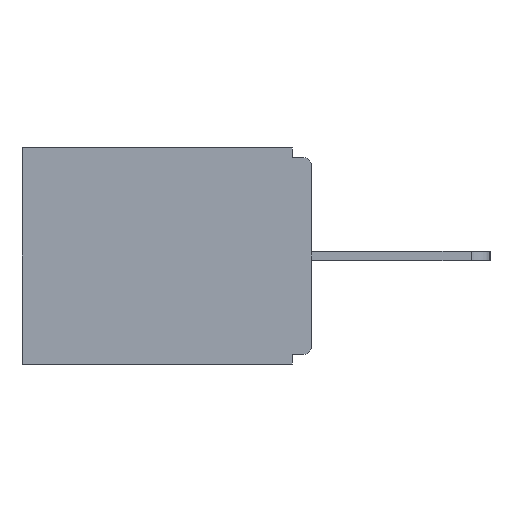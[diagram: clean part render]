
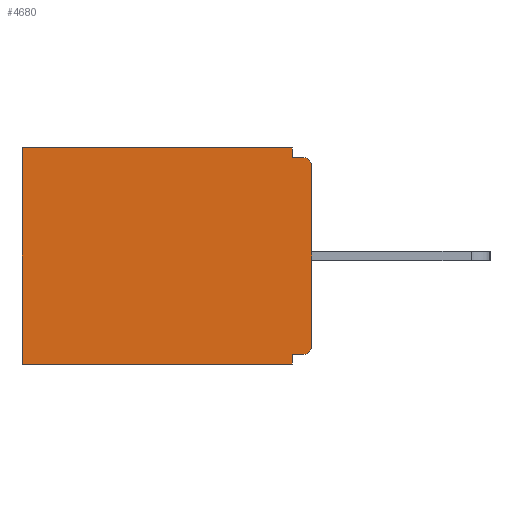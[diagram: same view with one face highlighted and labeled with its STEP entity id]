
A CAD part, left-side view. The second image highlights one B-rep face of the part: STEP entity #4680.
In plain terms, the highlighted planar face has unit normal (-1, 0, 0).
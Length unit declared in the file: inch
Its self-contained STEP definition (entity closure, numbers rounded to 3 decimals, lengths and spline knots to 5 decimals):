
#21 = CARTESIAN_POINT ( 'NONE',  ( 0.298, 0., 0. ) ) ;
#222 = EDGE_CURVE ( 'NONE', #21304, #5961, #5978, .T. ) ;
#264 = LINE ( 'NONE', #13579, #9637 ) ;
#504 = VECTOR ( 'NONE', #2629, 39.37008 ) ;
#1218 = VERTEX_POINT ( 'NONE', #12490 ) ;
#1451 = DIRECTION ( 'NONE',  ( 0., 1., 0. ) ) ;
#1817 = EDGE_CURVE ( 'NONE', #3865, #21770, #7841, .T. ) ;
#2629 = DIRECTION ( 'NONE',  ( 0., 0., -1. ) ) ;
#2660 = CARTESIAN_POINT ( 'NONE',  ( 0.298, 0., -0.015 ) ) ;
#2734 = ORIENTED_EDGE ( 'NONE', *, *, #19897, .F. ) ;
#2919 = VECTOR ( 'NONE', #14221, 39.37008 ) ;
#3157 = VECTOR ( 'NONE', #5349, 39.37008 ) ;
#3643 = DIRECTION ( 'NONE',  ( 0., 0., -1. ) ) ;
#3691 = ORIENTED_EDGE ( 'NONE', *, *, #14080, .T. ) ;
#3865 = VERTEX_POINT ( 'NONE', #5971 ) ;
#3993 = CARTESIAN_POINT ( 'NONE',  ( 0.298, 0.031, -0.343 ) ) ;
#4116 = ORIENTED_EDGE ( 'NONE', *, *, #9722, .T. ) ;
#4254 = CARTESIAN_POINT ( 'NONE',  ( 0.298, 0., -0.343 ) ) ;
#4261 = ORIENTED_EDGE ( 'NONE', *, *, #22801, .T. ) ;
#4615 = DIRECTION ( 'NONE',  ( 1., 0., 0. ) ) ;
#4680 = ADVANCED_FACE ( 'NONE', ( #23413 ), #17540, .F. ) ;
#5250 = DIRECTION ( 'NONE',  ( -1., 0., 0. ) ) ;
#5349 = DIRECTION ( 'NONE',  ( 0., 0., -1. ) ) ;
#5394 = ORIENTED_EDGE ( 'NONE', *, *, #222, .F. ) ;
#5493 = VECTOR ( 'NONE', #1451, 39.37008 ) ;
#5558 = EDGE_CURVE ( 'NONE', #14641, #21304, #22100, .T. ) ;
#5592 = LINE ( 'NONE', #21, #504 ) ;
#5961 = VERTEX_POINT ( 'NONE', #14464 ) ;
#5971 = CARTESIAN_POINT ( 'NONE',  ( 0.298, 0.031, 0. ) ) ;
#5978 = LINE ( 'NONE', #21159, #20379 ) ;
#6217 = DIRECTION ( 'NONE',  ( 0., 1., 0. ) ) ;
#7155 = EDGE_CURVE ( 'NONE', #17539, #20069, #5592, .T. ) ;
#7841 = LINE ( 'NONE', #3993, #3157 ) ;
#8251 = ORIENTED_EDGE ( 'NONE', *, *, #19674, .T. ) ;
#8259 = VERTEX_POINT ( 'NONE', #8694 ) ;
#8376 = CARTESIAN_POINT ( 'NONE',  ( 0.298, 0., 0. ) ) ;
#8694 = CARTESIAN_POINT ( 'NONE',  ( 0.298, 0.46, -0.343 ) ) ;
#8839 = ORIENTED_EDGE ( 'NONE', *, *, #5558, .F. ) ;
#8968 = DIRECTION ( 'NONE',  ( -1., 0., 0. ) ) ;
#9065 = CARTESIAN_POINT ( 'NONE',  ( 0.298, 0.031, -0.015 ) ) ;
#9637 = VECTOR ( 'NONE', #20664, 39.37008 ) ;
#9722 = EDGE_CURVE ( 'NONE', #3865, #1218, #14271, .T. ) ;
#11499 = CIRCLE ( 'NONE', #21781, 0.015 ) ;
#12490 = CARTESIAN_POINT ( 'NONE',  ( 0.298, 0.46, 0. ) ) ;
#13329 = CARTESIAN_POINT ( 'NONE',  ( 0.298, 0.015, -0.328 ) ) ;
#13447 = CIRCLE ( 'NONE', #19787, 0.015 ) ;
#13579 = CARTESIAN_POINT ( 'NONE',  ( 0.298, 0.46, 0. ) ) ;
#13590 = LINE ( 'NONE', #4254, #23796 ) ;
#14021 = VECTOR ( 'NONE', #16491, 39.37008 ) ;
#14080 = EDGE_CURVE ( 'NONE', #17539, #21311, #13447, .T. ) ;
#14221 = DIRECTION ( 'NONE',  ( 0., -1., 0. ) ) ;
#14271 = LINE ( 'NONE', #18224, #5493 ) ;
#14301 = ORIENTED_EDGE ( 'NONE', *, *, #1817, .F. ) ;
#14341 = LINE ( 'NONE', #2660, #2919 ) ;
#14464 = CARTESIAN_POINT ( 'NONE',  ( 0.298, 0.031, -0.343 ) ) ;
#14641 = VERTEX_POINT ( 'NONE', #13329 ) ;
#15032 = CARTESIAN_POINT ( 'NONE',  ( 0.298, 0.015, -0.03 ) ) ;
#16491 = DIRECTION ( 'NONE',  ( 0., 1., 0. ) ) ;
#16564 = CARTESIAN_POINT ( 'NONE',  ( 0.298, 0.015, -0.313 ) ) ;
#16658 = CARTESIAN_POINT ( 'NONE',  ( 0.298, 0., -0.313 ) ) ;
#17539 = VERTEX_POINT ( 'NONE', #19101 ) ;
#17540 = PLANE ( 'NONE',  #23134 ) ;
#18224 = CARTESIAN_POINT ( 'NONE',  ( 0.298, 0., 0. ) ) ;
#18278 = CARTESIAN_POINT ( 'NONE',  ( 0.298, 0.015, -0.015 ) ) ;
#19101 = CARTESIAN_POINT ( 'NONE',  ( 0.298, 0., -0.03 ) ) ;
#19674 = EDGE_CURVE ( 'NONE', #14641, #20069, #11499, .T. ) ;
#19787 = AXIS2_PLACEMENT_3D ( 'NONE', #15032, #8968, #24279 ) ;
#19893 = DIRECTION ( 'NONE',  ( 0., 0., -1. ) ) ;
#19897 = EDGE_CURVE ( 'NONE', #5961, #8259, #13590, .T. ) ;
#20069 = VERTEX_POINT ( 'NONE', #16658 ) ;
#20379 = VECTOR ( 'NONE', #19893, 39.37008 ) ;
#20664 = DIRECTION ( 'NONE',  ( 0., 0., -1. ) ) ;
#21159 = CARTESIAN_POINT ( 'NONE',  ( 0.298, 0.031, -0.343 ) ) ;
#21304 = VERTEX_POINT ( 'NONE', #22152 ) ;
#21311 = VERTEX_POINT ( 'NONE', #18278 ) ;
#21665 = DIRECTION ( 'NONE',  ( 0., 0., -1. ) ) ;
#21770 = VERTEX_POINT ( 'NONE', #9065 ) ;
#21781 = AXIS2_PLACEMENT_3D ( 'NONE', #16564, #5250, #3643 ) ;
#22071 = ORIENTED_EDGE ( 'NONE', *, *, #7155, .F. ) ;
#22100 = LINE ( 'NONE', #24367, #14021 ) ;
#22152 = CARTESIAN_POINT ( 'NONE',  ( 0.298, 0.031, -0.328 ) ) ;
#22403 = ORIENTED_EDGE ( 'NONE', *, *, #23679, .F. ) ;
#22801 = EDGE_CURVE ( 'NONE', #1218, #8259, #264, .T. ) ;
#23050 = EDGE_LOOP ( 'NONE', ( #3691, #22403, #14301, #4116, #4261, #2734, #5394, #8839, #8251, #22071 ) ) ;
#23134 = AXIS2_PLACEMENT_3D ( 'NONE', #8376, #4615, #21665 ) ;
#23413 = FACE_OUTER_BOUND ( 'NONE', #23050, .T. ) ;
#23679 = EDGE_CURVE ( 'NONE', #21770, #21311, #14341, .T. ) ;
#23796 = VECTOR ( 'NONE', #6217, 39.37008 ) ;
#24279 = DIRECTION ( 'NONE',  ( 0., 0., -1. ) ) ;
#24367 = CARTESIAN_POINT ( 'NONE',  ( 0.298, 0., -0.328 ) ) ;
